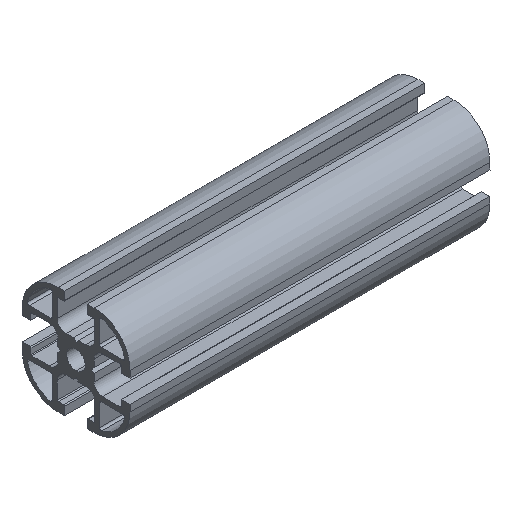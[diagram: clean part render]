
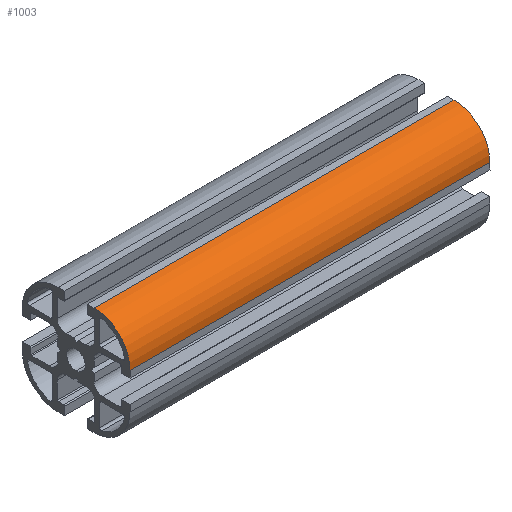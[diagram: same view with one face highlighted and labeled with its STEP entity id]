
A CAD part, isometric view. The second image highlights one B-rep face of the part: STEP entity #1003.
In plain terms, the highlighted cylindrical face has radius 10 mm (diameter 20 mm), a partial arc.
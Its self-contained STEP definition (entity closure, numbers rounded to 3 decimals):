
#90 = CYLINDRICAL_SURFACE ( 'NONE', #1718, 10. ) ;
#123 = DIRECTION ( 'NONE',  ( 0., 0., 1. ) ) ;
#130 = DIRECTION ( 'NONE',  ( -1., 0., 0. ) ) ;
#131 = CARTESIAN_POINT ( 'NONE',  ( 72.053, -5., 5. ) ) ;
#171 = VERTEX_POINT ( 'NONE', #1811 ) ;
#173 = VERTEX_POINT ( 'NONE', #1813 ) ;
#177 = EDGE_LOOP ( 'NONE', ( #1275, #1276, #1277, #1278 ) ) ;
#584 = AXIS2_PLACEMENT_3D ( 'NONE', #3560, #3561, #3562 ) ;
#585 = AXIS2_PLACEMENT_3D ( 'NONE', #3566, #3567, #3568 ) ;
#856 = VERTEX_POINT ( 'NONE', #1896 ) ;
#1003 = ADVANCED_FACE ( 'NONE', ( #3492 ), #90, .T. ) ;
#1275 = ORIENTED_EDGE ( 'NONE', *, *, #3441, .T. ) ;
#1276 = ORIENTED_EDGE ( 'NONE', *, *, #3442, .F. ) ;
#1277 = ORIENTED_EDGE ( 'NONE', *, *, #3443, .F. ) ;
#1278 = ORIENTED_EDGE ( 'NONE', *, *, #3439, .T. ) ;
#1718 = AXIS2_PLACEMENT_3D ( 'NONE', #131, #130, #123 ) ;
#1811 = CARTESIAN_POINT ( 'NONE',  ( 72.053, -15., 5. ) ) ;
#1813 = CARTESIAN_POINT ( 'NONE',  ( -27.947, -15., 5. ) ) ;
#1896 = CARTESIAN_POINT ( 'NONE',  ( -27.947, -5., 15. ) ) ;
#2203 = LINE ( 'NONE', #3555, #2206 ) ;
#2205 = CIRCLE ( 'NONE', #585, 10. ) ;
#2206 = VECTOR ( 'NONE', #3557, 1000. ) ;
#2207 = CIRCLE ( 'NONE', #584, 10. ) ;
#2209 = LINE ( 'NONE', #3556, #2211 ) ;
#2211 = VECTOR ( 'NONE', #3550, 1000. ) ;
#2631 = VERTEX_POINT ( 'NONE', #3122 ) ;
#3122 = CARTESIAN_POINT ( 'NONE',  ( 72.053, -5., 15. ) ) ;
#3439 = EDGE_CURVE ( 'NONE', #2631, #856, #2203, .T. ) ;
#3441 = EDGE_CURVE ( 'NONE', #856, #173, #2207, .T. ) ;
#3442 = EDGE_CURVE ( 'NONE', #171, #173, #2209, .T. ) ;
#3443 = EDGE_CURVE ( 'NONE', #2631, #171, #2205, .T. ) ;
#3492 = FACE_OUTER_BOUND ( 'NONE', #177, .T. ) ;
#3550 = DIRECTION ( 'NONE',  ( -1., 0., 0. ) ) ;
#3555 = CARTESIAN_POINT ( 'NONE',  ( 72.053, -5., 15. ) ) ;
#3556 = CARTESIAN_POINT ( 'NONE',  ( 72.053, -15., 5. ) ) ;
#3557 = DIRECTION ( 'NONE',  ( -1., 0., 0. ) ) ;
#3560 = CARTESIAN_POINT ( 'NONE',  ( -27.947, -5., 5. ) ) ;
#3561 = DIRECTION ( 'NONE',  ( 1., 0., 0. ) ) ;
#3562 = DIRECTION ( 'NONE',  ( 0., 0., -1. ) ) ;
#3566 = CARTESIAN_POINT ( 'NONE',  ( 72.053, -5., 5. ) ) ;
#3567 = DIRECTION ( 'NONE',  ( 1., 0., 0. ) ) ;
#3568 = DIRECTION ( 'NONE',  ( 0., 0., -1. ) ) ;
